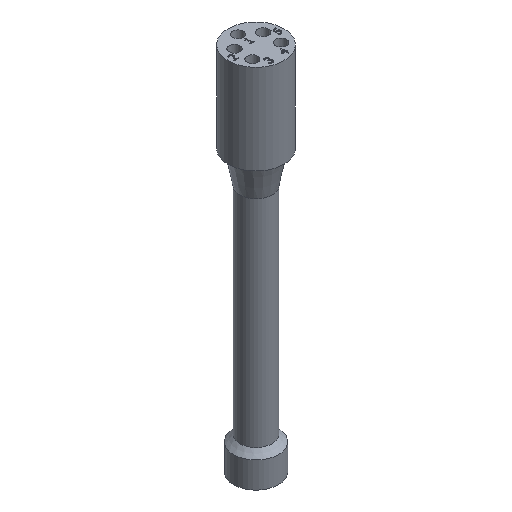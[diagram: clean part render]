
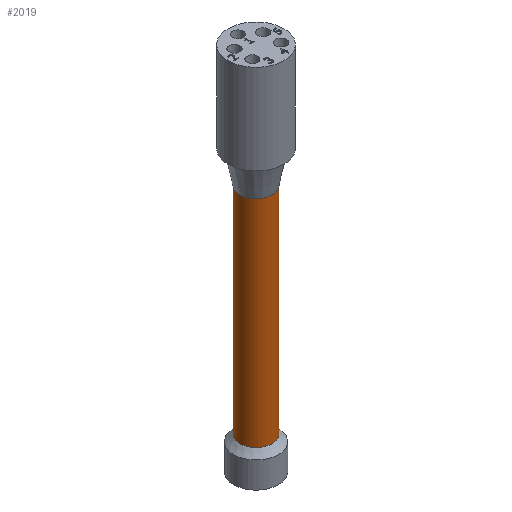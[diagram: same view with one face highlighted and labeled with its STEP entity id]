
A CAD part, isometric view. The second image highlights one B-rep face of the part: STEP entity #2019.
In plain terms, the highlighted cylindrical face has radius 4.5 mm (diameter 9 mm), a full revolution.
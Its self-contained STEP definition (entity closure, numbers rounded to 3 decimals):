
#18=CYLINDRICAL_SURFACE($,#2105,4.5);
#29=CIRCLE($,#2086,4.5);
#36=CIRCLE($,#2106,4.5);
#278=FACE_OUTER_BOUND($,#432,.T.);
#301=FACE_BOUND($,#433,.T.);
#432=EDGE_LOOP($,(#1835));
#433=EDGE_LOOP($,(#1836));
#984=VERTEX_POINT($,#3726);
#991=VERTEX_POINT($,#3753);
#1268=EDGE_CURVE($,#984,#984,#29,.T.);
#1275=EDGE_CURVE($,#991,#991,#36,.T.);
#1835=ORIENTED_EDGE($,*,*,#1268,.T.);
#1836=ORIENTED_EDGE($,*,*,#1275,.F.);
#2019=ADVANCED_FACE($,(#278,#301),#18,.T.);
#2086=AXIS2_PLACEMENT_3D($,#3727,#2412,#2413);
#2105=AXIS2_PLACEMENT_3D($,#3752,#2450,#2451);
#2106=AXIS2_PLACEMENT_3D($,#3754,#2452,#2453);
#2412=DIRECTION('center_axis',(0.,0.,1.));
#2413=DIRECTION('ref_axis',(1.,0.,0.));
#2450=DIRECTION('center_axis',(0.,0.,-1.));
#2451=DIRECTION('ref_axis',(1.,0.,0.));
#2452=DIRECTION('center_axis',(0.,0.,1.));
#2453=DIRECTION('ref_axis',(1.,0.,0.));
#3726=CARTESIAN_POINT('',(-4.5,0.,-69.));
#3727=CARTESIAN_POINT('Origin',(0.,0.,-69.));
#3752=CARTESIAN_POINT('Origin',(0.,0.,-9.));
#3753=CARTESIAN_POINT('',(4.5,0.,-9.));
#3754=CARTESIAN_POINT('Origin',(0.,0.,-9.));
